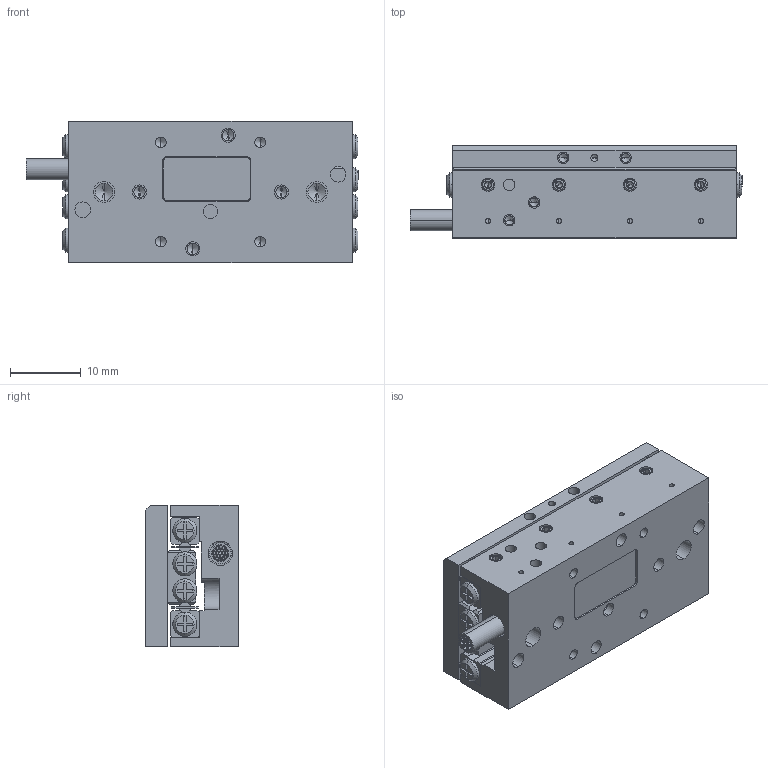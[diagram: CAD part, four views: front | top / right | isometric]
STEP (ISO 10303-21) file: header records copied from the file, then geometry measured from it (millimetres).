
FILE_DESCRIPTION (( 'STEP AP214' ), '1' );
FILE_NAME ('PPS-20-130X0.STEP', '2023-07-18T21:17:33', ( '' ), ( '' ), 'SwSTEP 2.0', 'SolidWorks 2023', '' );
FILE_SCHEMA (( 'AUTOMOTIVE_DESIGN' ));
Length unit declared in the file: millimetre
Products named in the file (12): 130160 Bearing, NB, Slide Way, SVW 1000_SVW 1040-11Z Custom (Movable to Limits); PPS-20, Back Cover, Master Part; Set Screw, Cup-H, E-ASME_E1-72 x 1''16; PPS-20, Base, Master Part_L40, No Ears; Cooner Black Cable_L20; NB Slide Way SVW 1000 Center Way_SVW 1040; SCREW, MS-PPH, M-JCIS_M1.6 x 0.35 x 4mm; NB Slide Way SVW 1000 Rail_SVW 1040; PPS-20, Carriage, Master Part_40mm; NB Slide Way SVW 1000 Cage_SVW 1040-11Z Custom; SCREW, MS-PFH, M-DIN_M2 x 0.4 x 05mm; PPS-20-130X0
Assembly tree (26 placements, depth 3):
  PPS-20-130X0
    PPS-20, Base, Master Part_L40, No Ears
    PPS-20, Back Cover, Master Part
    Cooner Black Cable_L20
    PPS-20, Carriage, Master Part_40mm
    SCREW, MS-PFH, M-DIN_M2 x 0.4 x 05mm  x4
    130160 Bearing, NB, Slide Way, SVW 1000_SVW 1040-11Z Custom (Movable to Limits)
      NB Slide Way SVW 1000 Rail_SVW 1040  x2
      NB Slide Way SVW 1000 Center Way_SVW 1040
      NB Slide Way SVW 1000 Cage_SVW 1040-11Z Custom  x2
    Set Screw, Cup-H, E-ASME_E1-72 x 1''16  x4
    SCREW, MS-PPH, M-JCIS_M1.6 x 0.35 x 4mm  x8
Bounding box: 46.8 x 13 x 20 mm (x, y, z)
Volume: 8324 mm3; surface area: 11043.8 mm2
Topology: 38 solids, 38 shells, 1425 faces, 3534 edges, 2175 vertices
Faces by surface type: plane 626, cylinder 443, cone 284, torus 48, bspline 24
Entity records: 69650 total; most frequent: CARTESIAN_POINT 49359, DIRECTION 4217, ORIENTED_EDGE 4008, EDGE_CURVE 2004, AXIS2_PLACEMENT_3D 1559, VERTEX_POINT 1281, VECTOR 1099, LINE 1099
